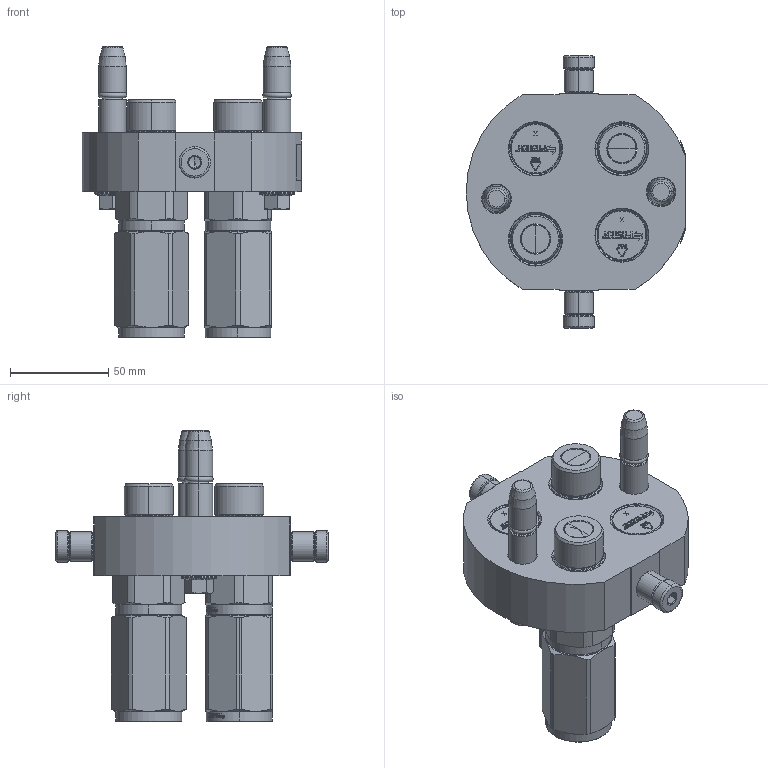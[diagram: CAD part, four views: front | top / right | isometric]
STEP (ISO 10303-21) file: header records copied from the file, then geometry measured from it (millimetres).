
FILE_DESCRIPTION (( 'STEP AP214' ), '1' );
FILE_NAME ('FASTER.step', '2023-05-03T21:26:00', ( '' ), ( '' ), 'SwSTEP 2.0', 'SolidWorks 2017', '' );
FILE_SCHEMA (( 'AUTOMOTIVE_DESIGN' ));
Length unit declared in the file: millimetre
Products named in the file (14): 3ffnp12_gas_m; P508_M_BASE; 4830_010_0000_022; et002_piegata; or2_62x9_19_m; 3ffnp12-12s_m; 4830_021_0000_000; FASTER; 1540_080_0008_000; 4830_028_1000_011; 4830_013_3000_030; TAPPO_12
Assembly tree (19 placements, depth 3):
  FASTER
    P508_M_BASE
      4830_010_0000_022
      4830_013_3000_030  x2
      4830_028_1000_011  x2
      4830_021_0000_000  x2
      1540_080_0008_000  x2
      or2_62x9_19_m  x2
    TAPPO_12  x2
    3ffnp12-12s_m
      3ffnp12-12s_m
    3ffnp12_gas_m
      3ffnp12_gas_m
    et002_piegata
Bounding box: 111.8 x 138.6 x 148.2 mm (x, y, z)
Volume: 25967.1 mm3; surface area: 110007.3 mm2
Topology: 7 solids, 40 shells, 2222 faces, 6216 edges, 4044 vertices
Faces by surface type: plane 1288, cylinder 425, cone 270, torus 150, bspline 89
Entity records: 71685 total; most frequent: CARTESIAN_POINT 18377, ORIENTED_EDGE 8966, DIRECTION 8330, EDGE_CURVE 4816, VERTEX_POINT 3164, LINE 3096, VECTOR 3096, AXIS2_PLACEMENT_3D 2617
